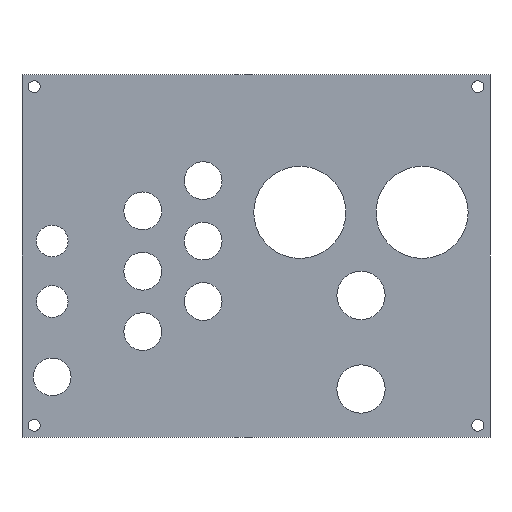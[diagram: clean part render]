
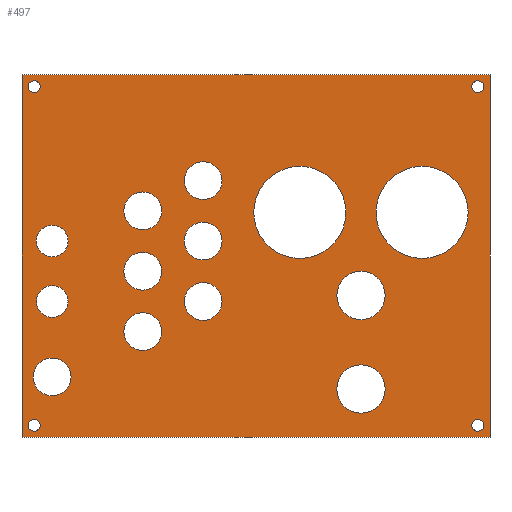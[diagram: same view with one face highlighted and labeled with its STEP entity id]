
A CAD part, front view. The second image highlights one B-rep face of the part: STEP entity #497.
In plain terms, the highlighted planar face has unit normal (0, -1, 0).
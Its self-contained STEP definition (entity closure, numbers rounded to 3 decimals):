
#32=FACE_BOUND('',#118,.T.);
#33=FACE_BOUND('',#119,.T.);
#34=FACE_BOUND('',#120,.T.);
#35=FACE_BOUND('',#121,.T.);
#36=FACE_BOUND('',#122,.T.);
#37=FACE_BOUND('',#123,.T.);
#38=FACE_BOUND('',#124,.T.);
#39=FACE_BOUND('',#125,.T.);
#40=FACE_BOUND('',#126,.T.);
#41=FACE_BOUND('',#127,.T.);
#42=FACE_BOUND('',#128,.T.);
#43=FACE_BOUND('',#129,.T.);
#44=FACE_BOUND('',#130,.T.);
#45=FACE_BOUND('',#131,.T.);
#46=FACE_BOUND('',#132,.T.);
#47=FACE_BOUND('',#133,.T.);
#48=FACE_BOUND('',#134,.T.);
#54=PLANE('',#568);
#77=FACE_OUTER_BOUND('',#117,.T.);
#117=EDGE_LOOP('',(#437,#438,#439,#440));
#118=EDGE_LOOP('',(#441));
#119=EDGE_LOOP('',(#442));
#120=EDGE_LOOP('',(#443));
#121=EDGE_LOOP('',(#444));
#122=EDGE_LOOP('',(#445));
#123=EDGE_LOOP('',(#446));
#124=EDGE_LOOP('',(#447));
#125=EDGE_LOOP('',(#448));
#126=EDGE_LOOP('',(#449));
#127=EDGE_LOOP('',(#450));
#128=EDGE_LOOP('',(#451));
#129=EDGE_LOOP('',(#452));
#130=EDGE_LOOP('',(#453));
#131=EDGE_LOOP('',(#454));
#132=EDGE_LOOP('',(#455));
#133=EDGE_LOOP('',(#456));
#134=EDGE_LOOP('',(#457));
#152=LINE('',#820,#181);
#156=LINE('',#828,#185);
#159=LINE('',#834,#188);
#162=LINE('',#839,#191);
#181=VECTOR('',#692,10.);
#185=VECTOR('',#698,10.);
#188=VECTOR('',#703,10.);
#191=VECTOR('',#708,10.);
#194=CIRCLE('',#514,6.25);
#196=CIRCLE('',#517,6.25);
#198=CIRCLE('',#520,6.25);
#200=CIRCLE('',#523,6.25);
#202=CIRCLE('',#526,6.25);
#204=CIRCLE('',#529,6.25);
#206=CIRCLE('',#532,5.25);
#208=CIRCLE('',#535,15.25);
#210=CIRCLE('',#538,8.);
#212=CIRCLE('',#541,8.);
#214=CIRCLE('',#544,6.25);
#216=CIRCLE('',#547,5.25);
#218=CIRCLE('',#550,15.25);
#220=CIRCLE('',#553,2.);
#222=CIRCLE('',#556,2.);
#224=CIRCLE('',#559,2.);
#226=CIRCLE('',#562,2.);
#228=VERTEX_POINT('',#718);
#230=VERTEX_POINT('',#724);
#232=VERTEX_POINT('',#730);
#234=VERTEX_POINT('',#736);
#236=VERTEX_POINT('',#742);
#238=VERTEX_POINT('',#748);
#240=VERTEX_POINT('',#754);
#242=VERTEX_POINT('',#760);
#244=VERTEX_POINT('',#766);
#246=VERTEX_POINT('',#772);
#248=VERTEX_POINT('',#778);
#250=VERTEX_POINT('',#784);
#252=VERTEX_POINT('',#790);
#254=VERTEX_POINT('',#796);
#256=VERTEX_POINT('',#802);
#258=VERTEX_POINT('',#808);
#260=VERTEX_POINT('',#814);
#261=VERTEX_POINT('',#818);
#262=VERTEX_POINT('',#819);
#265=VERTEX_POINT('',#827);
#267=VERTEX_POINT('',#833);
#271=EDGE_CURVE('',#228,#228,#194,.T.);
#274=EDGE_CURVE('',#230,#230,#196,.T.);
#277=EDGE_CURVE('',#232,#232,#198,.T.);
#280=EDGE_CURVE('',#234,#234,#200,.T.);
#283=EDGE_CURVE('',#236,#236,#202,.T.);
#286=EDGE_CURVE('',#238,#238,#204,.T.);
#289=EDGE_CURVE('',#240,#240,#206,.T.);
#292=EDGE_CURVE('',#242,#242,#208,.T.);
#295=EDGE_CURVE('',#244,#244,#210,.T.);
#298=EDGE_CURVE('',#246,#246,#212,.T.);
#301=EDGE_CURVE('',#248,#248,#214,.T.);
#304=EDGE_CURVE('',#250,#250,#216,.T.);
#307=EDGE_CURVE('',#252,#252,#218,.T.);
#310=EDGE_CURVE('',#254,#254,#220,.T.);
#313=EDGE_CURVE('',#256,#256,#222,.T.);
#316=EDGE_CURVE('',#258,#258,#224,.T.);
#319=EDGE_CURVE('',#260,#260,#226,.T.);
#320=EDGE_CURVE('',#261,#262,#152,.T.);
#324=EDGE_CURVE('',#265,#261,#156,.T.);
#327=EDGE_CURVE('',#267,#265,#159,.T.);
#330=EDGE_CURVE('',#262,#267,#162,.T.);
#437=ORIENTED_EDGE('',*,*,#330,.F.);
#438=ORIENTED_EDGE('',*,*,#320,.F.);
#439=ORIENTED_EDGE('',*,*,#324,.F.);
#440=ORIENTED_EDGE('',*,*,#327,.F.);
#441=ORIENTED_EDGE('',*,*,#319,.F.);
#442=ORIENTED_EDGE('',*,*,#316,.F.);
#443=ORIENTED_EDGE('',*,*,#313,.F.);
#444=ORIENTED_EDGE('',*,*,#310,.F.);
#445=ORIENTED_EDGE('',*,*,#307,.F.);
#446=ORIENTED_EDGE('',*,*,#304,.F.);
#447=ORIENTED_EDGE('',*,*,#301,.F.);
#448=ORIENTED_EDGE('',*,*,#298,.F.);
#449=ORIENTED_EDGE('',*,*,#295,.F.);
#450=ORIENTED_EDGE('',*,*,#292,.F.);
#451=ORIENTED_EDGE('',*,*,#289,.F.);
#452=ORIENTED_EDGE('',*,*,#286,.F.);
#453=ORIENTED_EDGE('',*,*,#283,.F.);
#454=ORIENTED_EDGE('',*,*,#280,.F.);
#455=ORIENTED_EDGE('',*,*,#277,.F.);
#456=ORIENTED_EDGE('',*,*,#274,.F.);
#457=ORIENTED_EDGE('',*,*,#271,.F.);
#497=ADVANCED_FACE('',(#77,#32,#33,#34,#35,#36,#37,#38,#39,#40,#41,#42,
#43,#44,#45,#46,#47,#48),#54,.F.);
#514=AXIS2_PLACEMENT_3D('',#720,#576,#577);
#517=AXIS2_PLACEMENT_3D('',#726,#583,#584);
#520=AXIS2_PLACEMENT_3D('',#732,#590,#591);
#523=AXIS2_PLACEMENT_3D('',#738,#597,#598);
#526=AXIS2_PLACEMENT_3D('',#744,#604,#605);
#529=AXIS2_PLACEMENT_3D('',#750,#611,#612);
#532=AXIS2_PLACEMENT_3D('',#756,#618,#619);
#535=AXIS2_PLACEMENT_3D('',#762,#625,#626);
#538=AXIS2_PLACEMENT_3D('',#768,#632,#633);
#541=AXIS2_PLACEMENT_3D('',#774,#639,#640);
#544=AXIS2_PLACEMENT_3D('',#780,#646,#647);
#547=AXIS2_PLACEMENT_3D('',#786,#653,#654);
#550=AXIS2_PLACEMENT_3D('',#792,#660,#661);
#553=AXIS2_PLACEMENT_3D('',#798,#667,#668);
#556=AXIS2_PLACEMENT_3D('',#804,#674,#675);
#559=AXIS2_PLACEMENT_3D('',#810,#681,#682);
#562=AXIS2_PLACEMENT_3D('',#816,#688,#689);
#568=AXIS2_PLACEMENT_3D('',#842,#712,#713);
#576=DIRECTION('center_axis',(0.,-1.,0.));
#577=DIRECTION('ref_axis',(1.,0.,0.));
#583=DIRECTION('center_axis',(0.,-1.,0.));
#584=DIRECTION('ref_axis',(1.,0.,0.));
#590=DIRECTION('center_axis',(0.,-1.,0.));
#591=DIRECTION('ref_axis',(1.,0.,0.));
#597=DIRECTION('center_axis',(0.,-1.,0.));
#598=DIRECTION('ref_axis',(1.,0.,0.));
#604=DIRECTION('center_axis',(0.,-1.,0.));
#605=DIRECTION('ref_axis',(1.,0.,0.));
#611=DIRECTION('center_axis',(0.,-1.,0.));
#612=DIRECTION('ref_axis',(1.,0.,0.));
#618=DIRECTION('center_axis',(0.,-1.,0.));
#619=DIRECTION('ref_axis',(1.,0.,0.));
#625=DIRECTION('center_axis',(0.,-1.,0.));
#626=DIRECTION('ref_axis',(1.,0.,0.));
#632=DIRECTION('center_axis',(0.,-1.,0.));
#633=DIRECTION('ref_axis',(1.,0.,0.));
#639=DIRECTION('center_axis',(0.,-1.,0.));
#640=DIRECTION('ref_axis',(1.,0.,0.));
#646=DIRECTION('center_axis',(0.,-1.,0.));
#647=DIRECTION('ref_axis',(1.,0.,0.));
#653=DIRECTION('center_axis',(0.,-1.,0.));
#654=DIRECTION('ref_axis',(1.,0.,0.));
#660=DIRECTION('center_axis',(0.,-1.,0.));
#661=DIRECTION('ref_axis',(1.,0.,0.));
#667=DIRECTION('center_axis',(0.,-1.,0.));
#668=DIRECTION('ref_axis',(1.,0.,0.));
#674=DIRECTION('center_axis',(0.,-1.,0.));
#675=DIRECTION('ref_axis',(1.,0.,0.));
#681=DIRECTION('center_axis',(0.,-1.,0.));
#682=DIRECTION('ref_axis',(1.,0.,0.));
#688=DIRECTION('center_axis',(0.,-1.,0.));
#689=DIRECTION('ref_axis',(1.,0.,0.));
#692=DIRECTION('',(1.,0.,0.));
#698=DIRECTION('',(0.,0.,1.));
#703=DIRECTION('',(-1.,0.,0.));
#708=DIRECTION('',(0.,0.,-1.));
#712=DIRECTION('center_axis',(0.,1.,0.));
#713=DIRECTION('ref_axis',(1.,0.,0.));
#718=CARTESIAN_POINT('',(-16.25,0.,0.));
#720=CARTESIAN_POINT('Origin',(-10.,0.,0.));
#724=CARTESIAN_POINT('',(-16.25,0.,20.));
#726=CARTESIAN_POINT('Origin',(-10.,0.,20.));
#730=CARTESIAN_POINT('',(-16.25,0.,-20.));
#732=CARTESIAN_POINT('Origin',(-10.,0.,-20.));
#736=CARTESIAN_POINT('',(3.75,0.,10.));
#738=CARTESIAN_POINT('Origin',(10.,0.,10.));
#742=CARTESIAN_POINT('',(3.75,0.,30.));
#744=CARTESIAN_POINT('Origin',(10.,0.,30.));
#748=CARTESIAN_POINT('',(3.75,0.,-10.));
#750=CARTESIAN_POINT('Origin',(10.,0.,-10.));
#754=CARTESIAN_POINT('',(-45.25,0.,10.));
#756=CARTESIAN_POINT('Origin',(-40.,0.,10.));
#760=CARTESIAN_POINT('',(26.769,0.,19.5));
#762=CARTESIAN_POINT('Origin',(42.019,0.,19.5));
#766=CARTESIAN_POINT('',(54.269,0.,-39.));
#768=CARTESIAN_POINT('Origin',(62.269,0.,-39.));
#772=CARTESIAN_POINT('',(54.269,0.,-8.));
#774=CARTESIAN_POINT('Origin',(62.269,0.,-8.));
#778=CARTESIAN_POINT('',(-46.25,0.,-35.));
#780=CARTESIAN_POINT('Origin',(-40.,0.,-35.));
#784=CARTESIAN_POINT('',(-45.25,0.,-10.));
#786=CARTESIAN_POINT('Origin',(-40.,0.,-10.));
#790=CARTESIAN_POINT('',(67.269,0.,19.5));
#792=CARTESIAN_POINT('Origin',(82.519,0.,19.5));
#796=CARTESIAN_POINT('',(-48.,0.,-51.));
#798=CARTESIAN_POINT('Origin',(-46.,0.,-51.));
#802=CARTESIAN_POINT('',(-48.,0.,61.1));
#804=CARTESIAN_POINT('Origin',(-46.,0.,61.1));
#808=CARTESIAN_POINT('',(99.,0.,61.1));
#810=CARTESIAN_POINT('Origin',(101.,0.,61.1));
#814=CARTESIAN_POINT('',(99.,0.,-51.));
#816=CARTESIAN_POINT('Origin',(101.,0.,-51.));
#818=CARTESIAN_POINT('',(-50.,0.,65.1));
#819=CARTESIAN_POINT('',(105.,0.,65.1));
#820=CARTESIAN_POINT('',(-50.,0.,65.1));
#827=CARTESIAN_POINT('',(-50.,0.,-55.));
#828=CARTESIAN_POINT('',(-50.,0.,-55.));
#833=CARTESIAN_POINT('',(105.,0.,-55.));
#834=CARTESIAN_POINT('',(105.,0.,-55.));
#839=CARTESIAN_POINT('',(105.,0.,65.1));
#842=CARTESIAN_POINT('Origin',(27.5,0.,5.05));
